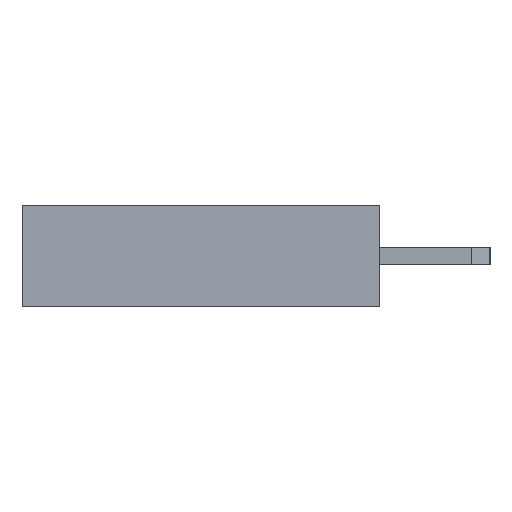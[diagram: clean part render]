
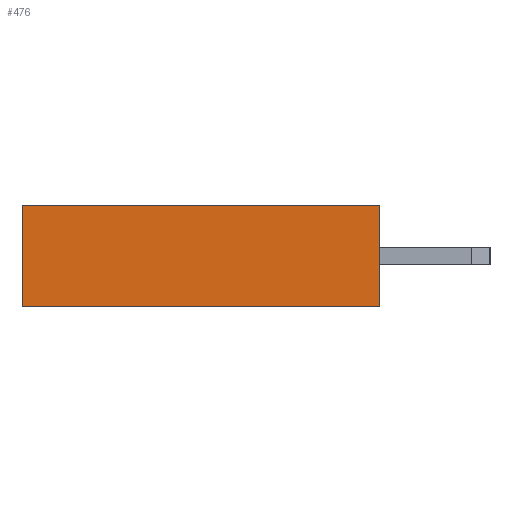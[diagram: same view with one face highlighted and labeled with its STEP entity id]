
A CAD part, left-side view. The second image highlights one B-rep face of the part: STEP entity #476.
In plain terms, the highlighted planar face has unit normal (-1, 0, 0).
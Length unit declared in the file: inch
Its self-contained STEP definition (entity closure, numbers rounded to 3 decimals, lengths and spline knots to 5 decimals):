
#476 = ADVANCED_FACE( '', ( #1143 ), #1144, .F. );
#1143 = FACE_OUTER_BOUND( '', #2057, .T. );
#1144 = PLANE( '', #2058 );
#2057 = EDGE_LOOP( '', ( #3306, #3307, #3308, #3309 ) );
#2058 = AXIS2_PLACEMENT_3D( '', #3310, #3311, #3312 );
#3306 = ORIENTED_EDGE( '', *, *, #5766, .T. );
#3307 = ORIENTED_EDGE( '', *, *, #5767, .F. );
#3308 = ORIENTED_EDGE( '', *, *, #5768, .F. );
#3309 = ORIENTED_EDGE( '', *, *, #5769, .T. );
#3310 = CARTESIAN_POINT( '', ( -0.91, 0.335, -0.0475 ) );
#3311 = DIRECTION( '', ( 1., 0., 0. ) );
#3312 = DIRECTION( '', ( 0., 0., -1. ) );
#5766 = EDGE_CURVE( '', #7049, #7050, #7051, .T. );
#5767 = EDGE_CURVE( '', #7052, #7050, #7053, .T. );
#5768 = EDGE_CURVE( '', #7054, #7052, #7055, .T. );
#5769 = EDGE_CURVE( '', #7054, #7049, #7056, .T. );
#7049 = VERTEX_POINT( '', #8880 );
#7050 = VERTEX_POINT( '', #8881 );
#7051 = LINE( '', #8882, #8883 );
#7052 = VERTEX_POINT( '', #8884 );
#7053 = LINE( '', #8885, #8886 );
#7054 = VERTEX_POINT( '', #8887 );
#7055 = LINE( '', #8888, #8889 );
#7056 = LINE( '', #8890, #8891 );
#8880 = CARTESIAN_POINT( '', ( -0.91, 0., -0.0475 ) );
#8881 = CARTESIAN_POINT( '', ( -0.91, 0., 0.0475 ) );
#8882 = CARTESIAN_POINT( '', ( -0.91, 0., -0.0475 ) );
#8883 = VECTOR( '', #10707, 39.37008 );
#8884 = CARTESIAN_POINT( '', ( -0.91, 0.335, 0.0475 ) );
#8885 = CARTESIAN_POINT( '', ( -0.91, 0.335, 0.0475 ) );
#8886 = VECTOR( '', #10708, 39.37008 );
#8887 = CARTESIAN_POINT( '', ( -0.91, 0.335, -0.0475 ) );
#8888 = CARTESIAN_POINT( '', ( -0.91, 0.335, -0.0475 ) );
#8889 = VECTOR( '', #10709, 39.37008 );
#8890 = CARTESIAN_POINT( '', ( -0.91, 0.335, -0.0475 ) );
#8891 = VECTOR( '', #10710, 39.37008 );
#10707 = DIRECTION( '', ( 0., 0., 1. ) );
#10708 = DIRECTION( '', ( 0., -1., 0. ) );
#10709 = DIRECTION( '', ( 0., 0., 1. ) );
#10710 = DIRECTION( '', ( 0., -1., 0. ) );
